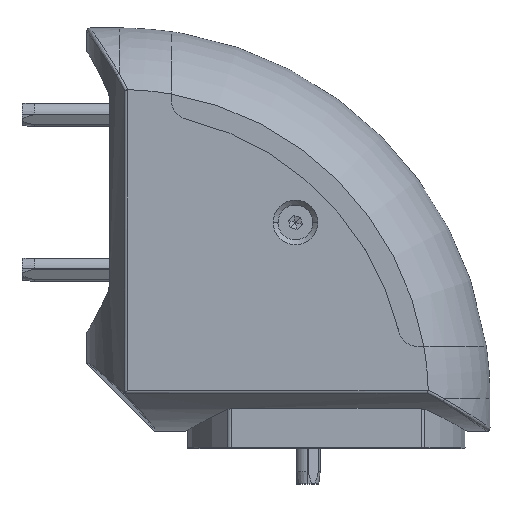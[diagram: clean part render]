
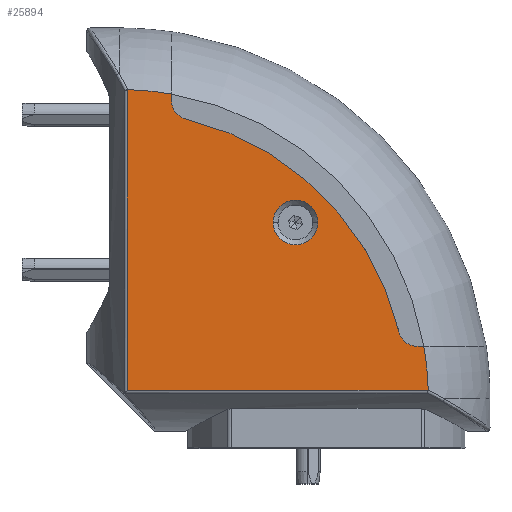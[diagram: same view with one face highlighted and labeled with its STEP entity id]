
A CAD part, top view. The second image highlights one B-rep face of the part: STEP entity #25894.
In plain terms, the highlighted planar face has unit normal (0, 0, 1).
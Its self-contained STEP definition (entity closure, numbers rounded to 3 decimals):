
#919 = EDGE_CURVE ( 'NONE', #59496, #30921, #13075, .T. ) ;
#1726 = VERTEX_POINT ( 'NONE', #55586 ) ;
#3405 = CARTESIAN_POINT ( 'NONE',  ( 79.291, 6., 41.5 ) ) ;
#5050 = VERTEX_POINT ( 'NONE', #38849 ) ;
#7646 = AXIS2_PLACEMENT_3D ( 'NONE', #27759, #61767, #32700 ) ;
#7915 = DIRECTION ( 'NONE',  ( 1., 0., 0. ) ) ;
#7976 = DIRECTION ( 'NONE',  ( 0., 0., 1. ) ) ;
#7998 = CARTESIAN_POINT ( 'NONE',  ( 40., 40., 41.5 ) ) ;
#8479 = DIRECTION ( 'NONE',  ( 1., 0., 0. ) ) ;
#9669 = PLANE ( 'NONE',  #24085 ) ;
#9982 = EDGE_CURVE ( 'NONE', #57513, #25343, #40911, .T. ) ;
#10890 = CIRCLE ( 'NONE', #12497, 99.966 ) ;
#11539 = EDGE_CURVE ( 'NONE', #31974, #25243, #50989, .T. ) ;
#12152 = LINE ( 'NONE', #60759, #61101 ) ;
#12381 = EDGE_LOOP ( 'NONE', ( #31590, #32225 ) ) ;
#12497 = AXIS2_PLACEMENT_3D ( 'NONE', #21768, #55909, #26766 ) ;
#12804 = EDGE_CURVE ( 'NONE', #5050, #48761, #56890, .T. ) ;
#13075 = LINE ( 'NONE', #54806, #52184 ) ;
#13319 = EDGE_CURVE ( 'NONE', #25243, #31974, #50096, .T. ) ;
#14719 = VERTEX_POINT ( 'NONE', #31459 ) ;
#14990 = VECTOR ( 'NONE', #54388, 1000. ) ;
#16532 = AXIS2_PLACEMENT_3D ( 'NONE', #58185, #29077, #63083 ) ;
#19732 = AXIS2_PLACEMENT_3D ( 'NONE', #3405, #37996, #8479 ) ;
#20112 = DIRECTION ( 'NONE',  ( 1., 0., 0. ) ) ;
#20152 = AXIS2_PLACEMENT_3D ( 'NONE', #7998, #7976, #7915 ) ;
#20191 = DIRECTION ( 'NONE',  ( 0., 0., 1. ) ) ;
#20196 = CARTESIAN_POINT ( 'NONE',  ( 0., 0., 41.5 ) ) ;
#20256 = CARTESIAN_POINT ( 'NONE',  ( 40., 40., 41.5 ) ) ;
#20515 = CIRCLE ( 'NONE', #36611, 99.966 ) ;
#20838 = EDGE_CURVE ( 'NONE', #25343, #1726, #12152, .T. ) ;
#21154 = CARTESIAN_POINT ( 'NONE',  ( -14.123, 82.924, 41.5 ) ) ;
#21768 = CARTESIAN_POINT ( 'NONE',  ( -17., -17., 41.5 ) ) ;
#22414 = CARTESIAN_POINT ( 'NONE',  ( 79.291, 0., 41.5 ) ) ;
#22833 = CARTESIAN_POINT ( 'NONE',  ( -17., -17., 41.5 ) ) ;
#24085 = AXIS2_PLACEMENT_3D ( 'NONE', #48885, #58653, #29550 ) ;
#25243 = VERTEX_POINT ( 'NONE', #30739 ) ;
#25343 = VERTEX_POINT ( 'NONE', #36921 ) ;
#25894 = ADVANCED_FACE ( 'NONE', ( #53148, #38730 ), #9669, .T. ) ;
#26766 = DIRECTION ( 'NONE',  ( 1., 0., 0. ) ) ;
#27019 = EDGE_CURVE ( 'NONE', #48761, #59496, #10890, .T. ) ;
#27759 = CARTESIAN_POINT ( 'NONE',  ( 6., 79.291, 41.5 ) ) ;
#27795 = CIRCLE ( 'NONE', #7646, 6. ) ;
#27813 = DIRECTION ( 'NONE',  ( 1., 0., 0. ) ) ;
#28534 = CARTESIAN_POINT ( 'NONE',  ( 82.925, -14.124, 41.5 ) ) ;
#29077 = DIRECTION ( 'NONE',  ( 0., 0., 1. ) ) ;
#29550 = DIRECTION ( 'NONE',  ( 1., 0., 0. ) ) ;
#30739 = CARTESIAN_POINT ( 'NONE',  ( 47.25, 40., 41.5 ) ) ;
#30824 = EDGE_CURVE ( 'NONE', #1726, #5050, #60261, .T. ) ;
#30921 = VERTEX_POINT ( 'NONE', #22414 ) ;
#31459 = CARTESIAN_POINT ( 'NONE',  ( 4.606, 73.455, 41.5 ) ) ;
#31590 = ORIENTED_EDGE ( 'NONE', *, *, #13319, .F. ) ;
#31924 = CARTESIAN_POINT ( 'NONE',  ( 81.51, 0., 41.5 ) ) ;
#31974 = VERTEX_POINT ( 'NONE', #44239 ) ;
#32225 = ORIENTED_EDGE ( 'NONE', *, *, #11539, .F. ) ;
#32461 = EDGE_LOOP ( 'NONE', ( #33151, #33829, #34564, #35257, #35837, #36099, #36888, #37552, #38200, #38932, #39788 ) ) ;
#32654 = AXIS2_PLACEMENT_3D ( 'NONE', #20256, #20191, #20112 ) ;
#32700 = DIRECTION ( 'NONE',  ( 1., 0., 0. ) ) ;
#33151 = ORIENTED_EDGE ( 'NONE', *, *, #30824, .T. ) ;
#33829 = ORIENTED_EDGE ( 'NONE', *, *, #12804, .T. ) ;
#34549 = EDGE_CURVE ( 'NONE', #30921, #52833, #61378, .T. ) ;
#34564 = ORIENTED_EDGE ( 'NONE', *, *, #27019, .T. ) ;
#34715 = CARTESIAN_POINT ( 'NONE',  ( 82.925, -14.124, 41.5 ) ) ;
#34738 = CARTESIAN_POINT ( 'NONE',  ( 82.926, -14.183, 41.5 ) ) ;
#35013 = CARTESIAN_POINT ( 'NONE',  ( 82.921, -14.243, 41.5 ) ) ;
#35257 = ORIENTED_EDGE ( 'NONE', *, *, #919, .T. ) ;
#35837 = ORIENTED_EDGE ( 'NONE', *, *, #34549, .T. ) ;
#36099 = ORIENTED_EDGE ( 'NONE', *, *, #46030, .T. ) ;
#36611 = AXIS2_PLACEMENT_3D ( 'NONE', #22833, #56938, #27813 ) ;
#36867 = CARTESIAN_POINT ( 'NONE',  ( 73.455, 4.606, 41.5 ) ) ;
#36888 = ORIENTED_EDGE ( 'NONE', *, *, #60008, .T. ) ;
#36921 = CARTESIAN_POINT ( 'NONE',  ( -14.301, 82.909, 41.5 ) ) ;
#37552 = ORIENTED_EDGE ( 'NONE', *, *, #37750, .T. ) ;
#37750 = EDGE_CURVE ( 'NONE', #39566, #55119, #39621, .T. ) ;
#37924 = CARTESIAN_POINT ( 'NONE',  ( 82.909, -14.301, 41.5 ) ) ;
#37996 = DIRECTION ( 'NONE',  ( 0., 0., -1. ) ) ;
#38200 = ORIENTED_EDGE ( 'NONE', *, *, #62693, .T. ) ;
#38730 = FACE_OUTER_BOUND ( 'NONE', #32461, .T. ) ;
#38849 = CARTESIAN_POINT ( 'NONE',  ( 82.909, -14.301, 41.5 ) ) ;
#38932 = ORIENTED_EDGE ( 'NONE', *, *, #9982, .T. ) ;
#39414 = CIRCLE ( 'NONE', #16532, 93. ) ;
#39566 = VERTEX_POINT ( 'NONE', #51088 ) ;
#39621 = LINE ( 'NONE', #20196, #14990 ) ;
#39788 = ORIENTED_EDGE ( 'NONE', *, *, #20838, .T. ) ;
#40911 = B_SPLINE_CURVE_WITH_KNOTS ( 'NONE', 3,
 ( #62456, #62251, #62173, #62117 ),
 .UNSPECIFIED., .F., .F.,
 ( 4, 4 ),
 ( 0., 0. ),
 .UNSPECIFIED. ) ;
#41409 = DIRECTION ( 'NONE',  ( 0., -1., 0. ) ) ;
#44239 = CARTESIAN_POINT ( 'NONE',  ( 32.75, 40., 41.5 ) ) ;
#45676 = DIRECTION ( 'NONE',  ( 1., 0., 0. ) ) ;
#46030 = EDGE_CURVE ( 'NONE', #52833, #14719, #39414, .T. ) ;
#47324 = VECTOR ( 'NONE', #45676, 1000. ) ;
#48761 = VERTEX_POINT ( 'NONE', #28534 ) ;
#48885 = CARTESIAN_POINT ( 'NONE',  ( -14.891, 101.109, 41.5 ) ) ;
#50096 = CIRCLE ( 'NONE', #32654, 7.25 ) ;
#50617 = CARTESIAN_POINT ( 'NONE',  ( -14.891, -14.301, 41.5 ) ) ;
#50989 = CIRCLE ( 'NONE', #20152, 7.25 ) ;
#51088 = CARTESIAN_POINT ( 'NONE',  ( 0., 79.291, 41.5 ) ) ;
#52184 = VECTOR ( 'NONE', #61633, 1000. ) ;
#52833 = VERTEX_POINT ( 'NONE', #36867 ) ;
#53148 = FACE_BOUND ( 'NONE', #12381, .T. ) ;
#53435 = CARTESIAN_POINT ( 'NONE',  ( 0., 81.51, 41.5 ) ) ;
#54388 = DIRECTION ( 'NONE',  ( 0., 1., 0. ) ) ;
#54806 = CARTESIAN_POINT ( 'NONE',  ( 101.109, 0., 41.5 ) ) ;
#55119 = VERTEX_POINT ( 'NONE', #53435 ) ;
#55586 = CARTESIAN_POINT ( 'NONE',  ( -14.301, -14.301, 41.5 ) ) ;
#55909 = DIRECTION ( 'NONE',  ( 0., 0., 1. ) ) ;
#56890 = B_SPLINE_CURVE_WITH_KNOTS ( 'NONE', 3,
 ( #37924, #35013, #34738, #34715 ),
 .UNSPECIFIED., .F., .F.,
 ( 4, 4 ),
 ( 0., 0. ),
 .UNSPECIFIED. ) ;
#56938 = DIRECTION ( 'NONE',  ( 0., 0., 1. ) ) ;
#57513 = VERTEX_POINT ( 'NONE', #21154 ) ;
#58185 = CARTESIAN_POINT ( 'NONE',  ( -17., -17., 41.5 ) ) ;
#58653 = DIRECTION ( 'NONE',  ( 0., 0., 1. ) ) ;
#59496 = VERTEX_POINT ( 'NONE', #31924 ) ;
#60008 = EDGE_CURVE ( 'NONE', #14719, #39566, #27795, .T. ) ;
#60261 = LINE ( 'NONE', #50617, #47324 ) ;
#60759 = CARTESIAN_POINT ( 'NONE',  ( -14.301, 101.109, 41.5 ) ) ;
#61101 = VECTOR ( 'NONE', #41409, 1000. ) ;
#61378 = CIRCLE ( 'NONE', #19732, 6. ) ;
#61633 = DIRECTION ( 'NONE',  ( -1., 0., 0. ) ) ;
#61767 = DIRECTION ( 'NONE',  ( 0., 0., -1. ) ) ;
#62117 = CARTESIAN_POINT ( 'NONE',  ( -14.301, 82.909, 41.5 ) ) ;
#62173 = CARTESIAN_POINT ( 'NONE',  ( -14.242, 82.921, 41.5 ) ) ;
#62251 = CARTESIAN_POINT ( 'NONE',  ( -14.183, 82.926, 41.5 ) ) ;
#62456 = CARTESIAN_POINT ( 'NONE',  ( -14.123, 82.924, 41.5 ) ) ;
#62693 = EDGE_CURVE ( 'NONE', #55119, #57513, #20515, .T. ) ;
#63083 = DIRECTION ( 'NONE',  ( -1., 0., 0. ) ) ;
